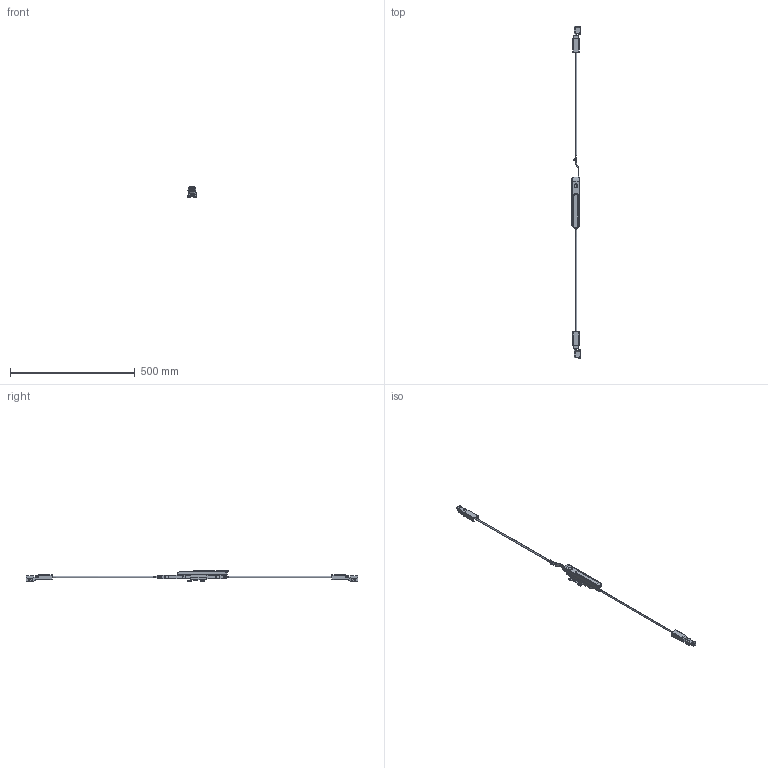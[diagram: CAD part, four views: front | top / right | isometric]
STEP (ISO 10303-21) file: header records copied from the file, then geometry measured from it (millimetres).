
FILE_DESCRIPTION (( 'STEP AP203' ), '1' );
FILE_NAME ('A-462-1-1-L-TAK60.STEP', '2020-06-23T02:00:53', ( '' ), ( '' ), 'SwSTEP 2.0', 'SolidWorks 2018', '' );
FILE_SCHEMA (( 'CONFIG_CONTROL_DESIGN' ));
Length unit declared in the file: millimetre
Products named in the file (28): A-462-1_ハンドルレバー_; A-462_十字穴付皿小ねじ_内径基準ver1.02_M5×12十字穴付皿小ねじ(SUS); A-462-C__ｱｳﾄｻｲﾄﾞﾊﾝﾄﾞﾙ用ﾛｰﾗｰﾕﾆｯﾄ L; A-462-C儘乕儔乕僷乕僣B_; A-462-1_僊傾儃僢僋僗A_; A-462-1_裏カバー_; A-462-1_フラットバー__フラットバーS_; TAK60-2_公開用_TAK60-2-4; A-462-1_本体__本体L(t=1.6); A-462-1_ハンドル軸_; A-462-1_スリーブ_; A-462-C儘乕儔乕僷乕僣A_; A-462-1_ローラー受け_; A-462-1-1-L-TAK60; A-462-1_カム_; A-462-1_本体ケース_; A-462-1_スペーサー_; A-462_十字穴付小ねじ_内径基準ver1.03_M5×10十字穴付なべ小ねじ(SUS)ダブルセムス小形(P4); A-462-Cケース_; A-462-1_フラットバー__フラットバーL_; A-462-1_僊傾儃僢僋僗B_; A-462-Cローラー_; A-462-1_ギアボックス__ギアBOX　L; A-462-1_パッキン_; A-462_十字穴付小ねじ_内径基準ver1.03_M5×20十字穴付なべ小ねじ(SUS)SWシングルセム(P2); A-462-C儘僢僪__儘僢僪朹 L; A-462-1_プッシュナット_; A-462-1_受け_
Assembly tree (31 placements, depth 4):
  A-462-1-1-L-TAK60
    A-462-1_本体__本体L(t=1.6)
      A-462-1_本体ケース_
      A-462-1_ハンドルレバー_
      A-462-1_ハンドル軸_
      A-462-1_パッキン_
      A-462-1_裏カバー_
      TAK60-2_公開用_TAK60-2-4
      A-462-1_カム_
      A-462-1_プッシュナット_  x2
      A-462-1_ギアボックス__ギアBOX　L
        A-462-1_僊傾儃僢僋僗A_
        A-462-1_僊傾儃僢僋僗B_
        A-462-1_フラットバー__フラットバーS_
        A-462-1_フラットバー__フラットバーL_
      A-462-1_スペーサー_
      A-462_十字穴付皿小ねじ_内径基準ver1.02_M5×12十字穴付皿小ねじ(SUS)
      A-462_十字穴付小ねじ_内径基準ver1.03_M5×20十字穴付なべ小ねじ(SUS)SWシングルセム(P2)
      A-462_十字穴付小ねじ_内径基準ver1.03_M5×10十字穴付なべ小ねじ(SUS)ダブルセムス小形(P4)
    A-462-1_スリーブ_  x2
    A-462-1_ローラー受け_  x2
    A-462-1_受け_
    A-462-C__ｱｳﾄｻｲﾄﾞﾊﾝﾄﾞﾙ用ﾛｰﾗｰﾕﾆｯﾄ L  x2
      A-462-Cケース_
      A-462-C儘乕儔乕僷乕僣A_
      A-462-C儘乕儔乕僷乕僣B_
      A-462-Cローラー_
      A-462-C儘僢僪__儘僢僪朹 L
Bounding box: 39.1 x 1329 x 43 mm (x, y, z)
Volume: 181583.6 mm3; surface area: 137927.9 mm2
Topology: 33 solids, 33 shells, 918 faces, 2329 edges, 1506 vertices
Faces by surface type: plane 480, cylinder 332, bspline 35, cone 34, torus 21, sphere 16
Entity records: 26048 total; most frequent: CARTESIAN_POINT 5366, DIRECTION 3767, ORIENTED_EDGE 3588, EDGE_CURVE 1794, AXIS2_PLACEMENT_3D 1354, VERTEX_POINT 1171, VECTOR 1059, LINE 1059
